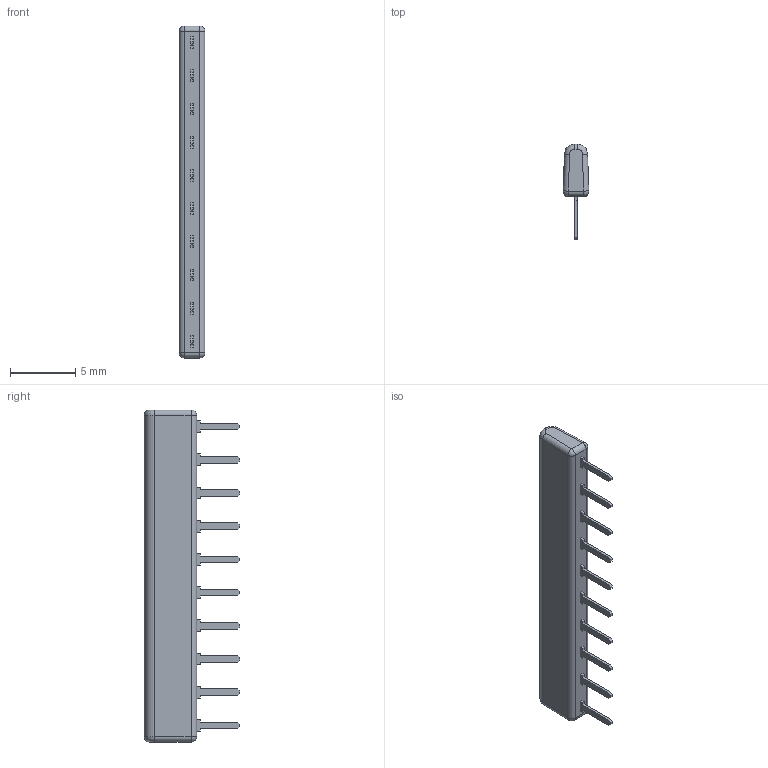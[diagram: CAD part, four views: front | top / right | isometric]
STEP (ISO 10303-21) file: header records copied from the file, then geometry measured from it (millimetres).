
FILE_DESCRIPTION(('FreeCAD Model'),'2;1');
FILE_NAME('RN-10.stp','2019-11-20T22:52:20' ,('Author'),(''),'Open CASCADE STEP processor 6.8','FreeCAD','Unknown' );
FILE_SCHEMA(('AUTOMOTIVE_DESIGN { 1 0 10303 214 1 1 1 1 }'));
Length unit declared in the file: millimetre
Products named in the file (3): ASSEMBLY; Array; Fillet002
Assembly tree (2 placements, depth 2):
  ASSEMBLY
    Array
    Fillet002
Bounding box: 1.97 x 7.3 x 25.4 mm (x, y, z)
Volume: 183.8 mm3; surface area: 336.5 mm2
Topology: 11 solids, 11 shells, 146 faces, 356 edges, 228 vertices
Faces by surface type: plane 126, cylinder 12, sphere 4, revolution 4
Entity records: 8876 total; most frequent: CARTESIAN_POINT 1517, DIRECTION 1342, LINE 992, VECTOR 992, ORIENTED_EDGE 704, PCURVE 704, DEFINITIONAL_REPRESENTATION 704, EDGE_CURVE 352
